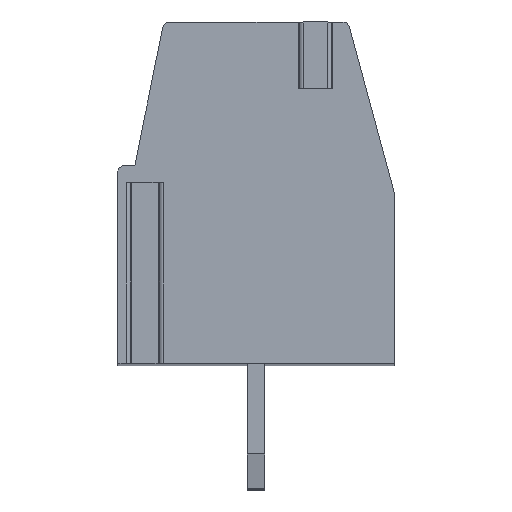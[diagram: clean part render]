
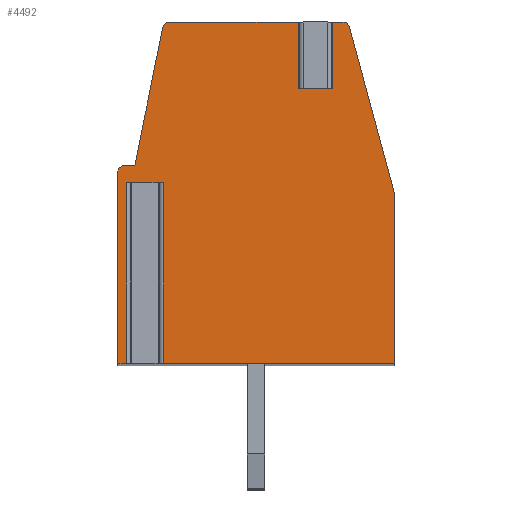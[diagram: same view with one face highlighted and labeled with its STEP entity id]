
A CAD part, top view. The second image highlights one B-rep face of the part: STEP entity #4492.
In plain terms, the highlighted planar face has unit normal (0, 0, 1).
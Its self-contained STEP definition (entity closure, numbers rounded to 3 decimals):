
#13=DIRECTION('',(-1.,0.,0.));
#14=VECTOR('',#13,1.07);
#15=CARTESIAN_POINT('',(-2.72,0.3,33.02));
#16=LINE('',#15,#14);
#17=DIRECTION('',(0.,-1.,0.));
#18=VECTOR('',#17,5.3);
#19=CARTESIAN_POINT('',(-3.79,0.3,33.02));
#20=LINE('',#19,#18);
#21=DIRECTION('',(1.,0.,0.));
#22=VECTOR('',#21,0.26);
#23=CARTESIAN_POINT('',(-4.05,-5.,33.02));
#24=LINE('',#23,#22);
#25=DIRECTION('',(0.,-1.,0.));
#26=VECTOR('',#25,5.6);
#27=CARTESIAN_POINT('',(-4.05,0.6,33.02));
#28=LINE('',#27,#26);
#29=CARTESIAN_POINT('',(-3.85,0.6,33.02));
#30=DIRECTION('',(0.,0.,1.));
#31=DIRECTION('',(0.,1.,0.));
#32=AXIS2_PLACEMENT_3D('',#29,#30,#31);
#34=DIRECTION('',(-1.,0.,0.));
#35=VECTOR('',#34,0.3);
#36=CARTESIAN_POINT('',(-3.55,0.8,33.02));
#37=LINE('',#36,#35);
#38=DIRECTION('',(-0.198,-0.98,0.));
#39=VECTOR('',#38,4.122);
#40=CARTESIAN_POINT('',(-2.732,4.84,33.02));
#41=LINE('',#40,#39);
#42=CARTESIAN_POINT('',(-2.536,4.8,33.02));
#43=DIRECTION('',(0.,0.,1.));
#44=DIRECTION('',(0.,1.,0.));
#45=AXIS2_PLACEMENT_3D('',#42,#43,#44);
#47=DIRECTION('',(-1.,0.,0.));
#48=VECTOR('',#47,3.981);
#49=CARTESIAN_POINT('',(1.445,5.,33.02));
#50=LINE('',#49,#48);
#51=DIRECTION('',(0.,-1.,0.));
#52=VECTOR('',#51,1.95);
#53=CARTESIAN_POINT('',(1.445,5.,33.02));
#54=LINE('',#53,#52);
#55=DIRECTION('',(-1.,0.,0.));
#56=VECTOR('',#55,0.6);
#57=CARTESIAN_POINT('',(2.045,3.05,33.02));
#58=LINE('',#57,#56);
#59=DIRECTION('',(0.,-1.,0.));
#60=VECTOR('',#59,1.95);
#61=CARTESIAN_POINT('',(2.045,5.,33.02));
#62=LINE('',#61,#60);
#63=DIRECTION('',(-1.,0.,0.));
#64=VECTOR('',#63,0.502);
#65=CARTESIAN_POINT('',(2.547,5.,33.02));
#66=LINE('',#65,#64);
#67=CARTESIAN_POINT('',(2.547,4.8,33.02));
#68=DIRECTION('',(0.,0.,1.));
#69=DIRECTION('',(0.965,0.261,0.));
#70=AXIS2_PLACEMENT_3D('',#67,#68,#69);
#72=DIRECTION('',(-0.261,0.965,0.));
#73=VECTOR('',#72,5.026);
#74=CARTESIAN_POINT('',(4.05,0.,33.02));
#75=LINE('',#74,#73);
#76=DIRECTION('',(0.,1.,0.));
#77=VECTOR('',#76,5.);
#78=CARTESIAN_POINT('',(4.05,-5.,33.02));
#79=LINE('',#78,#77);
#80=DIRECTION('',(1.,0.,0.));
#81=VECTOR('',#80,6.77);
#82=CARTESIAN_POINT('',(-2.72,-5.,33.02));
#83=LINE('',#82,#81);
#84=DIRECTION('',(0.,-1.,0.));
#85=VECTOR('',#84,5.3);
#86=CARTESIAN_POINT('',(-2.72,0.3,33.02));
#87=LINE('',#86,#85);
#3489=CARTESIAN_POINT('',(4.05,0.,33.02));
#3490=CARTESIAN_POINT('',(2.74,4.852,33.02));
#3491=VERTEX_POINT('',#3489);
#3492=VERTEX_POINT('',#3490);
#3493=CARTESIAN_POINT('',(2.547,5.,33.02));
#3494=VERTEX_POINT('',#3493);
#3495=CARTESIAN_POINT('',(-2.536,5.,33.02));
#3496=CARTESIAN_POINT('',(-2.732,4.84,33.02));
#3497=VERTEX_POINT('',#3495);
#3498=VERTEX_POINT('',#3496);
#3499=CARTESIAN_POINT('',(-3.55,0.8,33.02));
#3500=VERTEX_POINT('',#3499);
#3501=CARTESIAN_POINT('',(-3.85,0.8,33.02));
#3502=VERTEX_POINT('',#3501);
#3503=CARTESIAN_POINT('',(-4.05,0.6,33.02));
#3504=VERTEX_POINT('',#3503);
#3505=CARTESIAN_POINT('',(-4.05,-5.,33.02));
#3506=VERTEX_POINT('',#3505);
#3507=CARTESIAN_POINT('',(4.05,-5.,33.02));
#3508=VERTEX_POINT('',#3507);
#3569=CARTESIAN_POINT('',(2.045,3.05,33.02));
#3570=CARTESIAN_POINT('',(1.445,3.05,33.02));
#3571=VERTEX_POINT('',#3569);
#3572=VERTEX_POINT('',#3570);
#3573=CARTESIAN_POINT('',(1.445,5.,33.02));
#3574=VERTEX_POINT('',#3573);
#3575=CARTESIAN_POINT('',(2.045,5.,33.02));
#3576=VERTEX_POINT('',#3575);
#3589=CARTESIAN_POINT('',(-2.72,0.3,33.02));
#3590=CARTESIAN_POINT('',(-3.79,0.3,33.02));
#3591=VERTEX_POINT('',#3589);
#3592=VERTEX_POINT('',#3590);
#3593=CARTESIAN_POINT('',(-2.72,-5.,33.02));
#3594=VERTEX_POINT('',#3593);
#3595=CARTESIAN_POINT('',(-3.79,-5.,33.02));
#3596=VERTEX_POINT('',#3595);
#4449=CARTESIAN_POINT('',(0.,0.,33.02));
#4450=DIRECTION('',(0.,0.,1.));
#4451=DIRECTION('',(1.,0.,0.));
#4452=AXIS2_PLACEMENT_3D('',#4449,#4450,#4451);
#4453=PLANE('',#4452);
#4455=ORIENTED_EDGE('',*,*,#4454,.T.);
#4457=ORIENTED_EDGE('',*,*,#4456,.T.);
#4459=ORIENTED_EDGE('',*,*,#4458,.F.);
#4461=ORIENTED_EDGE('',*,*,#4460,.F.);
#4463=ORIENTED_EDGE('',*,*,#4462,.F.);
#4465=ORIENTED_EDGE('',*,*,#4464,.F.);
#4467=ORIENTED_EDGE('',*,*,#4466,.F.);
#4469=ORIENTED_EDGE('',*,*,#4468,.F.);
#4471=ORIENTED_EDGE('',*,*,#4470,.F.);
#4473=ORIENTED_EDGE('',*,*,#4472,.T.);
#4475=ORIENTED_EDGE('',*,*,#4474,.F.);
#4477=ORIENTED_EDGE('',*,*,#4476,.F.);
#4479=ORIENTED_EDGE('',*,*,#4478,.F.);
#4481=ORIENTED_EDGE('',*,*,#4480,.F.);
#4483=ORIENTED_EDGE('',*,*,#4482,.F.);
#4485=ORIENTED_EDGE('',*,*,#4484,.F.);
#4487=ORIENTED_EDGE('',*,*,#4486,.F.);
#4489=ORIENTED_EDGE('',*,*,#4488,.F.);
#4490=EDGE_LOOP('',(#4455,#4457,#4459,#4461,#4463,#4465,#4467,#4469,#4471,#4473,
#4475,#4477,#4479,#4481,#4483,#4485,#4487,#4489));
#4491=FACE_OUTER_BOUND('',#4490,.F.);
#33=CIRCLE('',#32,0.2);
#46=CIRCLE('',#45,0.2);
#71=CIRCLE('',#70,0.2);
#4454=EDGE_CURVE('',#3591,#3592,#16,.T.);
#4456=EDGE_CURVE('',#3592,#3596,#20,.T.);
#4458=EDGE_CURVE('',#3506,#3596,#24,.T.);
#4460=EDGE_CURVE('',#3504,#3506,#28,.T.);
#4462=EDGE_CURVE('',#3502,#3504,#33,.T.);
#4464=EDGE_CURVE('',#3500,#3502,#37,.T.);
#4466=EDGE_CURVE('',#3498,#3500,#41,.T.);
#4468=EDGE_CURVE('',#3497,#3498,#46,.T.);
#4470=EDGE_CURVE('',#3574,#3497,#50,.T.);
#4472=EDGE_CURVE('',#3574,#3572,#54,.T.);
#4474=EDGE_CURVE('',#3571,#3572,#58,.T.);
#4476=EDGE_CURVE('',#3576,#3571,#62,.T.);
#4478=EDGE_CURVE('',#3494,#3576,#66,.T.);
#4480=EDGE_CURVE('',#3492,#3494,#71,.T.);
#4482=EDGE_CURVE('',#3491,#3492,#75,.T.);
#4484=EDGE_CURVE('',#3508,#3491,#79,.T.);
#4486=EDGE_CURVE('',#3594,#3508,#83,.T.);
#4488=EDGE_CURVE('',#3591,#3594,#87,.T.);
#4492=ADVANCED_FACE('',(#4491),#4453,.T.);
